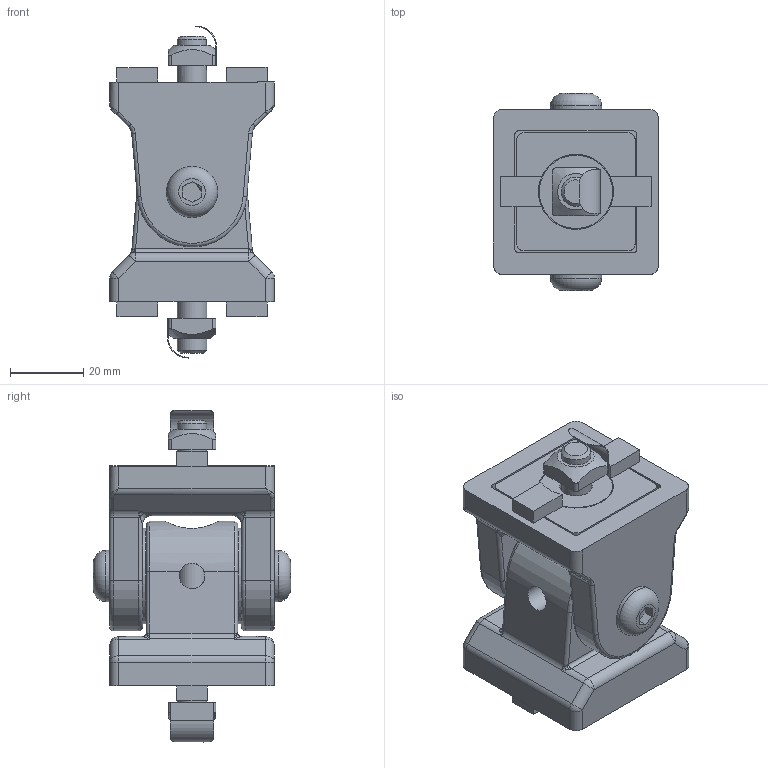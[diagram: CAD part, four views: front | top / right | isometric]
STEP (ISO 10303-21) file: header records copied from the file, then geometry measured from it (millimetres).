
FILE_DESCRIPTION(/* description */ ('Gelenk 45'),/* implementation_level */ '2;1');
FILE_NAME(/* name */ 'ZEI_CAD_212030-1-REV01_#SALL_#AIN_#V1.step',/* time_stamp */ '2022-10-10T06:59:14+02:00',/* author */ ('MiniTec'),/* organization */ ('MiniTec GmbH & Co.KG'),/* preprocessor_version */ 'ST-DEVELOPER v18.1',/* originating_system */ 'Autodesk Inventor 2021',/* authorisation */ '');
FILE_SCHEMA (('CONFIG_CONTROL_DESIGN'));
Length unit declared in the file: millimetre
Products named in the file (9): leer; MTW_1-00172512; MTW_1-00172472; leer_1; leer_2; 21-1351-2FZ.005; 21-2016-0FZ.002; 21-2014-0FZ.003; leer_3
Assembly tree (12 placements, depth 2):
  leer
    MTW_1-00172512
    MTW_1-00172472
    leer_1
    leer_2
    21-1351-2FZ.005  x2
    21-2016-0FZ.002  x2
    21-2014-0FZ.003  x2
    leer_3  x2
Bounding box: 45.04 x 53.8 x 90.61 mm (x, y, z)
Volume: 90232.4 mm3; surface area: 36418.4 mm2
Topology: 12 solids, 12 shells, 359 faces, 888 edges, 549 vertices
Faces by surface type: plane 137, cylinder 122, bspline 40, torus 38, cone 14, sphere 8
Full cylindrical faces by diameter (mm): 6.647 x2, 7 x2, 8 x8, 9 x3, 9.6 x2, 10 x4, 13 x2, 14 x2, 15 x2, 20 x2, 20.5 x2, 26 x2
Entity records: 10043 total; most frequent: CARTESIAN_POINT 2955, DIRECTION 1438, ORIENTED_EDGE 1402, EDGE_CURVE 701, AXIS2_PLACEMENT_3D 572, VERTEX_POINT 432, EDGE_LOOP 319, LINE 294
